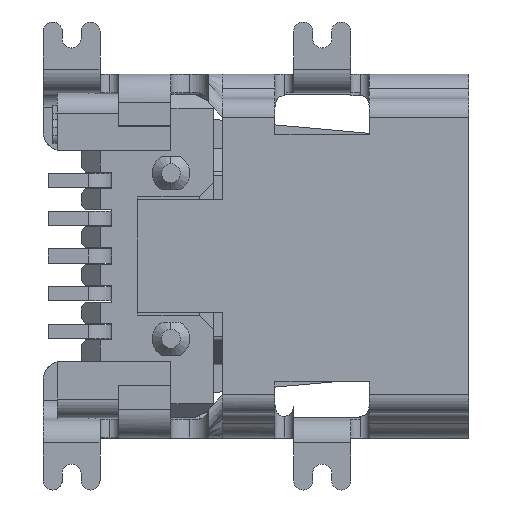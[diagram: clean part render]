
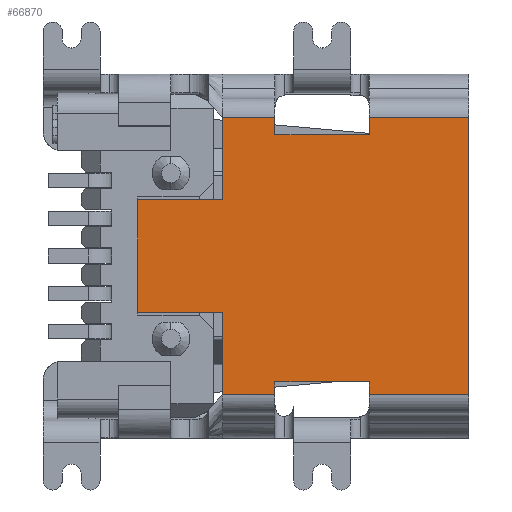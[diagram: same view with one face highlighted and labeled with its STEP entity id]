
A CAD part, front view. The second image highlights one B-rep face of the part: STEP entity #66870.
In plain terms, the highlighted planar face has unit normal (0, -1, 0).
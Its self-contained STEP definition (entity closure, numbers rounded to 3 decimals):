
#8290=CARTESIAN_POINT('',(56.085,48.836,6.9));
#8300=VERTEX_POINT('',#8290);
#8330=CARTESIAN_POINT('',(56.219,48.836,6.9));
#8340=DIRECTION('',(-1.,0.,0.));
#8350=VECTOR('',#8340,1.);
#8360=LINE('',#8330,#8350);
#8370=CARTESIAN_POINT('',(56.36,48.836,6.9));
#8380=VERTEX_POINT('',#8370);
#8390=EDGE_CURVE('',#8380,#8300,#8360,.T.);
#16750=CARTESIAN_POINT('',(50.49,48.836,6.9));
#16760=VERTEX_POINT('',#16750);
#16790=CARTESIAN_POINT('',(56.219,48.836,6.9))
;
#16800=DIRECTION('',(-1.,0.,0.));
#16810=VECTOR('',#16800,1.);
#16820=LINE('',#16790,#16810);
#16830=CARTESIAN_POINT('',(50.855,48.836,6.9));
#16840=VERTEX_POINT('',#16830);
#16850=EDGE_CURVE('',#16840,#16760,#16820,.T.);
#17390=CARTESIAN_POINT('',(50.49,48.836,9.));
#17400=VERTEX_POINT('',#17390);
#17430=CARTESIAN_POINT('',(50.49,48.836,9.));
#17440=DIRECTION('',(0.,0.,-1.));
#17450=VECTOR('',#17440,1.);
#17460=LINE('',#17430,#17450);
#17470=EDGE_CURVE('',#17400,#16760,#17460,.T.);
#17910=CARTESIAN_POINT('',(50.855,48.836,9.));
#17920=DIRECTION('',(0.,0.,1.));
#17930=VECTOR('',#17920,1.);
#17940=LINE('',#17910,#17930);
#17950=CARTESIAN_POINT('',(50.855,48.836,4.9));
#17960=VERTEX_POINT('',#17950);
#17970=EDGE_CURVE('',#17960,#16840,#17940,.T.);
#52100=CARTESIAN_POINT('',(56.36,48.836,9.));
#52110=DIRECTION('',(0.,0.,-1.));
#52120=VECTOR('',#52110,1.);
#52130=LINE('',#52100,#52120);
#52140=CARTESIAN_POINT('',(56.36,48.836,9.));
#52150=VERTEX_POINT('',#52140);
#52160=EDGE_CURVE('',#52150,#8380,#52130,.T.);
#64800=CARTESIAN_POINT('',(56.219,48.836,3.8));
#64810=DIRECTION('',(-1.,0.,0.));
#64820=VECTOR('',#64810,1.);
#64830=LINE('',#64800,#64820);
#64840=CARTESIAN_POINT('',(56.36,48.836,3.8));
#64850=VERTEX_POINT('',#64840);
#64860=CARTESIAN_POINT('',(54.616,48.836,3.8));
#64870=VERTEX_POINT('',#64860);
#64880=EDGE_CURVE('',#64850,#64870,#64830,.T.);
#65950=CARTESIAN_POINT('',(54.616,48.836,2.));
#65960=VERTEX_POINT('',#65950);
#65990=CARTESIAN_POINT('',(54.616,48.836,9.));
#66000=DIRECTION('',(0.,0.,-1.));
#66010=VECTOR('',#66000,1.);
#66020=LINE('',#65990,#66010);
#66030=EDGE_CURVE('',#64870,#65960,#66020,.T.);
#66150=CARTESIAN_POINT('',(52.137,48.836,3.8));
#66160=DIRECTION('',(0.,-1.,0.));
#66170=DIRECTION('',(1.,0.,0.));
#66180=AXIS2_PLACEMENT_3D('',#66150,#66160,#66170);
#66190=PLANE('',#66180);
#66200=CARTESIAN_POINT('',(56.219,48.836,3.8));
#66210=DIRECTION('',(-1.,0.,0.));
#66220=VECTOR('',#66210,1.);
#66230=LINE('',#66200,#66220);
#66240=CARTESIAN_POINT('',(52.237,48.836,3.8));
#66250=VERTEX_POINT('',#66240);
#66260=CARTESIAN_POINT('',(50.49,48.836,3.8));
#66270=VERTEX_POINT('',#66260);
#66280=EDGE_CURVE('',#66250,#66270,#66230,.T.);
#66290=ORIENTED_EDGE('',*,*,#66280,.F.);
#66300=CARTESIAN_POINT('',(50.49,48.836,4.9));
#66310=VERTEX_POINT('',#66300);
#66320=EDGE_CURVE('',#66310,#66270,#17460,.T.);
#66330=ORIENTED_EDGE('',*,*,#66320,.T.);
#66340=CARTESIAN_POINT('',(56.219,48.836,4.9));
#66350=DIRECTION('',(1.,0.,0.));
#66360=VECTOR('',#66350,1.);
#66370=LINE('',#66340,#66360);
#66380=EDGE_CURVE('',#66310,#17960,#66370,.T.);
#66390=ORIENTED_EDGE('',*,*,#66380,.F.);
#66400=ORIENTED_EDGE('',*,*,#17970,.F.);
#66410=ORIENTED_EDGE('',*,*,#16850,.F.);
#66420=ORIENTED_EDGE('',*,*,#17470,.T.);
#66430=CARTESIAN_POINT('',(56.219,48.836,9.));
#66440=DIRECTION('',(1.,0.,0.));
#66450=VECTOR('',#66440,1.);
#66460=LINE('',#66430,#66450);
#66470=EDGE_CURVE('',#17400,#52150,#66460,.T.);
#66480=ORIENTED_EDGE('',*,*,#66470,.F.);
#66490=ORIENTED_EDGE('',*,*,#52160,.F.);
#66500=ORIENTED_EDGE('',*,*,#8390,.F.);
#66510=CARTESIAN_POINT('',(56.085,48.836,9.));
#66520=DIRECTION('',(0.,0.,1.));
#66530=VECTOR('',#66520,1.);
#66540=LINE('',#66510,#66530);
#66550=CARTESIAN_POINT('',(56.085,48.836,4.9));
#66560=VERTEX_POINT('',#66550);
#66570=EDGE_CURVE('',#66560,#8300,#66540,.T.);
#66580=ORIENTED_EDGE('',*,*,#66570,.T.);
#66590=CARTESIAN_POINT('',(56.219,48.836,4.9));
#66600=DIRECTION('',(1.,0.,0.));
#66610=VECTOR('',#66600,1.);
#66620=LINE('',#66590,#66610);
#66630=CARTESIAN_POINT('',(56.36,48.836,4.9));
#66640=VERTEX_POINT('',#66630);
#66650=EDGE_CURVE('',#66560,#66640,#66620,.T.);
#66660=ORIENTED_EDGE('',*,*,#66650,.F.);
#66670=EDGE_CURVE('',#66640,#64850,#52130,.T.);
#66680=ORIENTED_EDGE('',*,*,#66670,.F.);
#66690=ORIENTED_EDGE('',*,*,#64880,.F.);
#66700=ORIENTED_EDGE('',*,*,#66030,.F.);
#66710=CARTESIAN_POINT('',(56.219,48.836,2.));
#66720=DIRECTION('',(-1.,0.,0.));
#66730=VECTOR('',#66720,1.);
#66740=LINE('',#66710,#66730);
#66750=CARTESIAN_POINT('',(52.237,48.836,2.));
#66760=VERTEX_POINT('',#66750);
#66770=EDGE_CURVE('',#65960,#66760,#66740,.T.);
#66780=ORIENTED_EDGE('',*,*,#66770,.F.);
#66790=CARTESIAN_POINT('',(52.237,48.836,9.));
#66800=DIRECTION('',(0.,0.,1.));
#66810=VECTOR('',#66800,1.);
#66820=LINE('',#66790,#66810);
#66830=EDGE_CURVE('',#66760,#66250,#66820,.T.);
#66840=ORIENTED_EDGE('',*,*,#66830,.F.);
#66850=EDGE_LOOP('',(#66840,#66780,#66700,#66690,#66680,#66660,#66580,
#66500,#66490,#66480,#66420,#66410,#66400,#66390,#66330,#66290));
#66860=FACE_OUTER_BOUND('',#66850,.T.);
#66870=ADVANCED_FACE('',(#66860),#66190,.T.);
